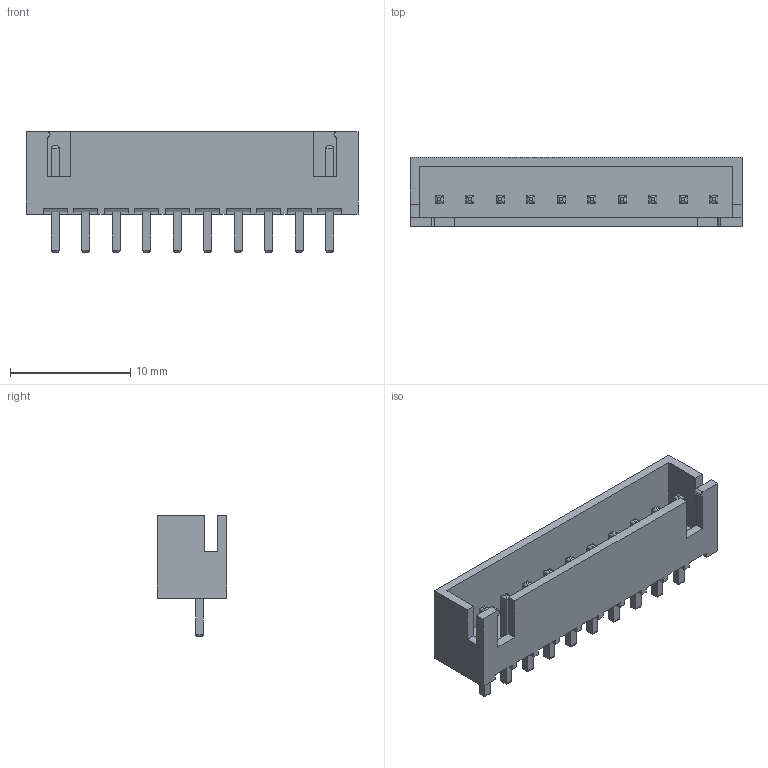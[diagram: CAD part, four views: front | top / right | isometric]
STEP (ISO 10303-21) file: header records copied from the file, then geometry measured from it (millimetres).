
FILE_DESCRIPTION (( 'STEP AP214' ), '1' );
FILE_NAME ('JST 2_54 10x.STEP', '2023-05-13T16:13:23', ( '' ), ( '' ), 'SwSTEP 2.0', 'SolidWorks 2021', '' );
FILE_SCHEMA (( 'AUTOMOTIVE_DESIGN' ));
Length unit declared in the file: millimetre
Products named in the file (1): JST 2_54 10x
Bounding box: 27.66 x 5.75 x 10.08 mm (x, y, z)
Volume: 483 mm3; surface area: 1287.4 mm2
Topology: 1 solids, 1 shells, 326 faces, 862 edges, 548 vertices
Faces by surface type: plane 244, cylinder 82
Entity records: 12895 total; most frequent: CARTESIAN_POINT 1977, ORIENTED_EDGE 1724, DIRECTION 1440, EDGE_CURVE 862, VECTOR 778, LINE 778, VERTEX_POINT 548, EDGE_LOOP 336
